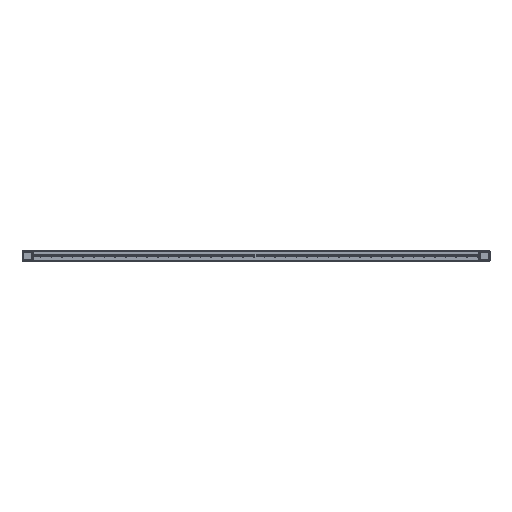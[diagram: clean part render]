
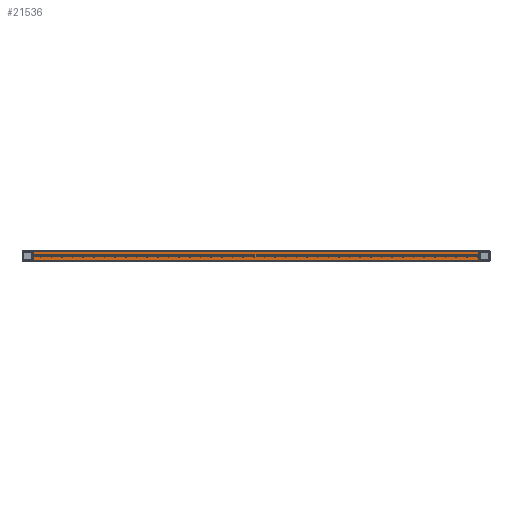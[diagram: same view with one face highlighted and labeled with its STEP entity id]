
A CAD part, front view. The second image highlights one B-rep face of the part: STEP entity #21536.
In plain terms, the highlighted planar face has unit normal (0, -1, 0).
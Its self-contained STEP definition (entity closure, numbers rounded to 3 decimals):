
#1779 = DIRECTION ( 'NONE',  ( 0., 1., 0. ) ) ;
#3962 = CARTESIAN_POINT ( 'NONE',  ( -585., 185., 12. ) ) ;
#4743 = CARTESIAN_POINT ( 'NONE',  ( 585., 185., -12. ) ) ;
#4847 = CARTESIAN_POINT ( 'NONE',  ( 585., 185., 0. ) ) ;
#5063 = VECTOR ( 'NONE', #11589, 1000. ) ;
#5856 = CARTESIAN_POINT ( 'NONE',  ( -100000., 185., -12. ) ) ;
#7064 = VECTOR ( 'NONE', #15182, 1000. ) ;
#7176 = VERTEX_POINT ( 'NONE', #4743 ) ;
#7580 = EDGE_CURVE ( 'NONE', #7176, #19411, #21870, .T. ) ;
#8353 = CARTESIAN_POINT ( 'NONE',  ( 585., 185., 12. ) ) ;
#9202 = AXIS2_PLACEMENT_3D ( 'NONE', #17516, #1779, #11450 ) ;
#9261 = CARTESIAN_POINT ( 'NONE',  ( -585., 185., 0. ) ) ;
#10608 = LINE ( 'NONE', #4847, #18617 ) ;
#11450 = DIRECTION ( 'NONE',  ( 1., 0., 0. ) ) ;
#11589 = DIRECTION ( 'NONE',  ( 1., 0., 0. ) ) ;
#12114 = ORIENTED_EDGE ( 'NONE', *, *, #20902, .F. ) ;
#13139 = EDGE_CURVE ( 'NONE', #19411, #14923, #18885, .T. ) ;
#14923 = VERTEX_POINT ( 'NONE', #3962 ) ;
#15182 = DIRECTION ( 'NONE',  ( 0., 0., 1. ) ) ;
#16029 = FACE_OUTER_BOUND ( 'NONE', #20046, .T. ) ;
#17142 = CARTESIAN_POINT ( 'NONE',  ( -100000., 185., 12. ) ) ;
#17178 = ORIENTED_EDGE ( 'NONE', *, *, #25018, .F. ) ;
#17262 = LINE ( 'NONE', #17142, #5063 ) ;
#17516 = CARTESIAN_POINT ( 'NONE',  ( -100000., 185., -12. ) ) ;
#18411 = ORIENTED_EDGE ( 'NONE', *, *, #7580, .F. ) ;
#18435 = DIRECTION ( 'NONE',  ( 0., 0., -1. ) ) ;
#18514 = CARTESIAN_POINT ( 'NONE',  ( -585., 185., -12. ) ) ;
#18617 = VECTOR ( 'NONE', #18435, 1000. ) ;
#18885 = LINE ( 'NONE', #9261, #7064 ) ;
#19411 = VERTEX_POINT ( 'NONE', #18514 ) ;
#19471 = ORIENTED_EDGE ( 'NONE', *, *, #13139, .F. ) ;
#20046 = EDGE_LOOP ( 'NONE', ( #12114, #19471, #18411, #17178 ) ) ;
#20902 = EDGE_CURVE ( 'NONE', #14923, #21879, #17262, .T. ) ;
#21536 = ADVANCED_FACE ( 'NONE', ( #16029 ), #23832, .F. ) ;
#21870 = LINE ( 'NONE', #5856, #22781 ) ;
#21879 = VERTEX_POINT ( 'NONE', #8353 ) ;
#22781 = VECTOR ( 'NONE', #23791, 1000. ) ;
#23791 = DIRECTION ( 'NONE',  ( -1., 0., 0. ) ) ;
#23832 = PLANE ( 'NONE',  #9202 ) ;
#25018 = EDGE_CURVE ( 'NONE', #21879, #7176, #10608, .T. ) ;
